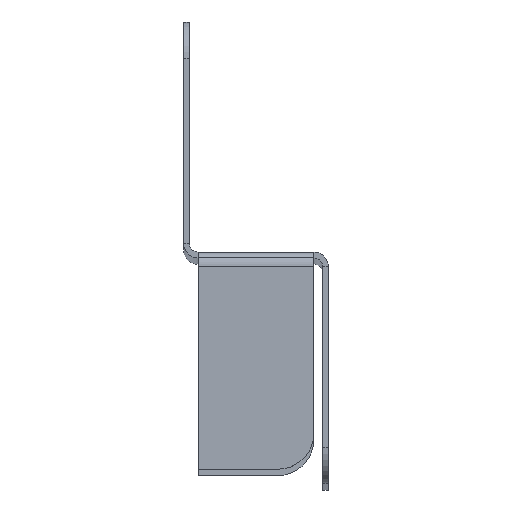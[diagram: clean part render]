
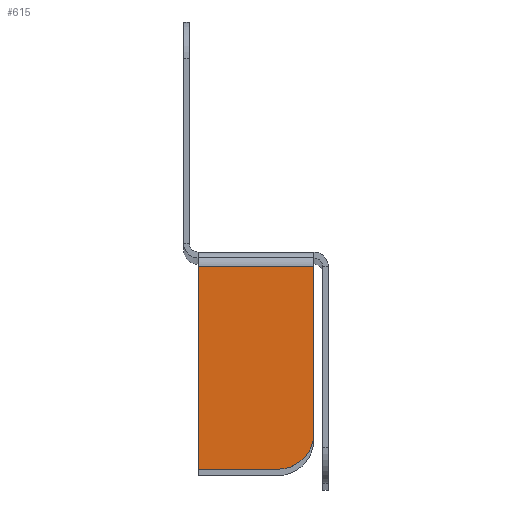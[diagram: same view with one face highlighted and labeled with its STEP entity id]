
A CAD part, top view. The second image highlights one B-rep face of the part: STEP entity #615.
In plain terms, the highlighted planar face has unit normal (0, 0, 1).
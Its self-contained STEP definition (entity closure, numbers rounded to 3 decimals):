
#22 = CARTESIAN_POINT ( 'NONE',  ( 17.2, -33.8, 252. ) ) ;
#164 = EDGE_CURVE ( 'NONE', #1139, #1144, #993, .T. ) ;
#166 = EDGE_CURVE ( 'NONE', #864, #1139, #995, .T. ) ;
#168 = EDGE_CURVE ( 'NONE', #1144, #1136, #999, .T. ) ;
#173 = EDGE_CURVE ( 'NONE', #1296, #864, #1009, .T. ) ;
#177 = EDGE_CURVE ( 'NONE', #1296, #1136, #1005, .T. ) ;
#266 = CARTESIAN_POINT ( 'NONE',  ( 1.2, -61.8, 252. ) ) ;
#352 = CARTESIAN_POINT ( 'NONE',  ( 17.2, -56.8, 252. ) ) ;
#373 = CARTESIAN_POINT ( 'NONE',  ( 12.2, -61.8, 252. ) ) ;
#375 = CARTESIAN_POINT ( 'NONE',  ( 17.2, -33.8, 252. ) ) ;
#378 = CARTESIAN_POINT ( 'NONE',  ( 1.2, -33.8, 252. ) ) ;
#442 = AXIS2_PLACEMENT_3D ( 'NONE', #1181, #1182, #1178 ) ;
#445 = AXIS2_PLACEMENT_3D ( 'NONE', #835, #792, #858 ) ;
#488 = ORIENTED_EDGE ( 'NONE', *, *, #166, .F. ) ;
#489 = ORIENTED_EDGE ( 'NONE', *, *, #164, .F. ) ;
#490 = ORIENTED_EDGE ( 'NONE', *, *, #168, .F. ) ;
#491 = ORIENTED_EDGE ( 'NONE', *, *, #177, .T. ) ;
#492 = ORIENTED_EDGE ( 'NONE', *, *, #173, .F. ) ;
#615 = ADVANCED_FACE ( 'NONE', ( #1078 ), #805, .F. ) ;
#792 = DIRECTION ( 'NONE',  ( 0., 0., -1. ) ) ;
#805 = PLANE ( 'NONE',  #445 ) ;
#835 = CARTESIAN_POINT ( 'NONE',  ( 17.2, -32.6, 252. ) ) ;
#858 = DIRECTION ( 'NONE',  ( 0., 1., 0. ) ) ;
#864 = VERTEX_POINT ( 'NONE', #266 ) ;
#987 = EDGE_LOOP ( 'NONE', ( #492, #491, #490, #489, #488 ) ) ;
#993 = LINE ( 'NONE', #22, #994 ) ;
#994 = VECTOR ( 'NONE', #1196, 1000. ) ;
#995 = LINE ( 'NONE', #1195, #998 ) ;
#998 = VECTOR ( 'NONE', #1204, 1000. ) ;
#999 = LINE ( 'NONE', #1165, #1002 ) ;
#1002 = VECTOR ( 'NONE', #1193, 1000. ) ;
#1005 = CIRCLE ( 'NONE', #442, 5. ) ;
#1009 = LINE ( 'NONE', #1183, #1012 ) ;
#1012 = VECTOR ( 'NONE', #1177, 1000. ) ;
#1078 = FACE_OUTER_BOUND ( 'NONE', #987, .T. ) ;
#1136 = VERTEX_POINT ( 'NONE', #352 ) ;
#1139 = VERTEX_POINT ( 'NONE', #378 ) ;
#1144 = VERTEX_POINT ( 'NONE', #375 ) ;
#1165 = CARTESIAN_POINT ( 'NONE',  ( 17.2, -61.8, 252. ) ) ;
#1177 = DIRECTION ( 'NONE',  ( -1., 0., 0. ) ) ;
#1178 = DIRECTION ( 'NONE',  ( 0., 1., 0. ) ) ;
#1181 = CARTESIAN_POINT ( 'NONE',  ( 12.2, -56.8, 252. ) ) ;
#1182 = DIRECTION ( 'NONE',  ( 0., 0., 1. ) ) ;
#1183 = CARTESIAN_POINT ( 'NONE',  ( 1.2, -61.8, 252. ) ) ;
#1193 = DIRECTION ( 'NONE',  ( 0., -1., 0. ) ) ;
#1195 = CARTESIAN_POINT ( 'NONE',  ( 1.2, -32.6, 252. ) ) ;
#1196 = DIRECTION ( 'NONE',  ( 1., 0., 0. ) ) ;
#1204 = DIRECTION ( 'NONE',  ( 0., 1., 0. ) ) ;
#1296 = VERTEX_POINT ( 'NONE', #373 ) ;
